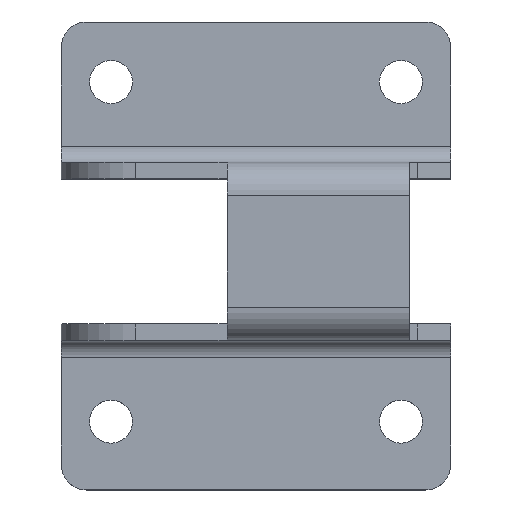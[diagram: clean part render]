
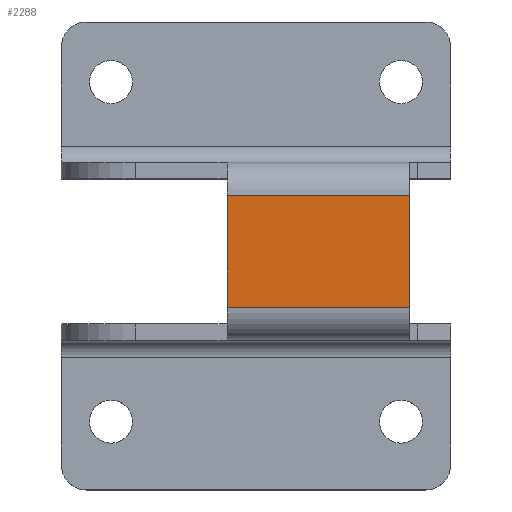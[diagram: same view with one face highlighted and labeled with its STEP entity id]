
A CAD part, top view. The second image highlights one B-rep face of the part: STEP entity #2288.
In plain terms, the highlighted planar face has unit normal (0, 0, 1).
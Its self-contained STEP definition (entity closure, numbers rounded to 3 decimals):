
#587 = PLANE('',#588);
#588 = AXIS2_PLACEMENT_3D('',#589,#590,#591);
#589 = CARTESIAN_POINT('',(11.,0.,0.41));
#590 = DIRECTION('',(1.,0.,0.));
#591 = DIRECTION('',(0.,0.,1.));
#697 = PLANE('',#698);
#698 = AXIS2_PLACEMENT_3D('',#699,#700,#701);
#699 = CARTESIAN_POINT('',(-11.,0.,0.41));
#700 = DIRECTION('',(-1.,0.,0.));
#701 = DIRECTION('',(0.,0.,-1.));
#1522 = VERTEX_POINT('',#1523);
#1523 = CARTESIAN_POINT('',(11.,6.75,2.));
#1542 = CYLINDRICAL_SURFACE('',#1543,4.);
#1543 = AXIS2_PLACEMENT_3D('',#1544,#1545,#1546);
#1544 = CARTESIAN_POINT('',(-11.,6.75,-2.));
#1545 = DIRECTION('',(1.,0.,0.));
#1546 = DIRECTION('',(0.,0.,1.));
#1554 = EDGE_CURVE('',#1522,#1555,#1557,.T.);
#1555 = VERTEX_POINT('',#1556);
#1556 = CARTESIAN_POINT('',(11.,-6.75,2.));
#1557 = SURFACE_CURVE('',#1558,(#1562,#1569),.PCURVE_S1.);
#1558 = LINE('',#1559,#1560);
#1559 = CARTESIAN_POINT('',(11.,6.75,2.));
#1560 = VECTOR('',#1561,1.);
#1561 = DIRECTION('',(0.,-1.,0.));
#1562 = PCURVE('',#587,#1563);
#1563 = DEFINITIONAL_REPRESENTATION('',(#1564),#1568);
#1564 = LINE('',#1565,#1566);
#1565 = CARTESIAN_POINT('',(1.59,-6.75));
#1566 = VECTOR('',#1567,1.);
#1567 = DIRECTION('',(0.,1.));
#1568 = ( GEOMETRIC_REPRESENTATION_CONTEXT(2) 
PARAMETRIC_REPRESENTATION_CONTEXT() REPRESENTATION_CONTEXT('2D SPACE',''
  ) );
#1569 = PCURVE('',#1570,#1575);
#1570 = PLANE('',#1571);
#1571 = AXIS2_PLACEMENT_3D('',#1572,#1573,#1574);
#1572 = CARTESIAN_POINT('',(0.,0.,2.));
#1573 = DIRECTION('',(0.,0.,1.));
#1574 = DIRECTION('',(1.,0.,0.));
#1575 = DEFINITIONAL_REPRESENTATION('',(#1576),#1580);
#1576 = LINE('',#1577,#1578);
#1577 = CARTESIAN_POINT('',(11.,6.75));
#1578 = VECTOR('',#1579,1.);
#1579 = DIRECTION('',(0.,-1.));
#1580 = ( GEOMETRIC_REPRESENTATION_CONTEXT(2) 
PARAMETRIC_REPRESENTATION_CONTEXT() REPRESENTATION_CONTEXT('2D SPACE',''
  ) );
#1599 = CYLINDRICAL_SURFACE('',#1600,4.);
#1600 = AXIS2_PLACEMENT_3D('',#1601,#1602,#1603);
#1601 = CARTESIAN_POINT('',(11.,-6.75,-2.));
#1602 = DIRECTION('',(-1.,0.,0.));
#1603 = DIRECTION('',(0.,0.,1.));
#1844 = VERTEX_POINT('',#1845);
#1845 = CARTESIAN_POINT('',(-11.,-6.75,2.));
#1871 = EDGE_CURVE('',#1844,#1872,#1874,.T.);
#1872 = VERTEX_POINT('',#1873);
#1873 = CARTESIAN_POINT('',(-11.,6.75,2.));
#1874 = SURFACE_CURVE('',#1875,(#1879,#1886),.PCURVE_S1.);
#1875 = LINE('',#1876,#1877);
#1876 = CARTESIAN_POINT('',(-11.,-6.75,2.));
#1877 = VECTOR('',#1878,1.);
#1878 = DIRECTION('',(0.,1.,0.));
#1879 = PCURVE('',#697,#1880);
#1880 = DEFINITIONAL_REPRESENTATION('',(#1881),#1885);
#1881 = LINE('',#1882,#1883);
#1882 = CARTESIAN_POINT('',(-1.59,6.75));
#1883 = VECTOR('',#1884,1.);
#1884 = DIRECTION('',(0.,-1.));
#1885 = ( GEOMETRIC_REPRESENTATION_CONTEXT(2) 
PARAMETRIC_REPRESENTATION_CONTEXT() REPRESENTATION_CONTEXT('2D SPACE',''
  ) );
#1886 = PCURVE('',#1570,#1887);
#1887 = DEFINITIONAL_REPRESENTATION('',(#1888),#1892);
#1888 = LINE('',#1889,#1890);
#1889 = CARTESIAN_POINT('',(-11.,-6.75));
#1890 = VECTOR('',#1891,1.);
#1891 = DIRECTION('',(0.,1.));
#1892 = ( GEOMETRIC_REPRESENTATION_CONTEXT(2) 
PARAMETRIC_REPRESENTATION_CONTEXT() REPRESENTATION_CONTEXT('2D SPACE',''
  ) );
#2268 = EDGE_CURVE('',#1872,#1522,#2269,.T.);
#2269 = SURFACE_CURVE('',#2270,(#2274,#2281),.PCURVE_S1.);
#2270 = LINE('',#2271,#2272);
#2271 = CARTESIAN_POINT('',(-11.,6.75,2.));
#2272 = VECTOR('',#2273,1.);
#2273 = DIRECTION('',(1.,0.,0.));
#2274 = PCURVE('',#1542,#2275);
#2275 = DEFINITIONAL_REPRESENTATION('',(#2276),#2280);
#2276 = LINE('',#2277,#2278);
#2277 = CARTESIAN_POINT('',(-0.,0.));
#2278 = VECTOR('',#2279,1.);
#2279 = DIRECTION('',(-0.,1.));
#2280 = ( GEOMETRIC_REPRESENTATION_CONTEXT(2) 
PARAMETRIC_REPRESENTATION_CONTEXT() REPRESENTATION_CONTEXT('2D SPACE',''
  ) );
#2281 = PCURVE('',#1570,#2282);
#2282 = DEFINITIONAL_REPRESENTATION('',(#2283),#2287);
#2283 = LINE('',#2284,#2285);
#2284 = CARTESIAN_POINT('',(-11.,6.75));
#2285 = VECTOR('',#2286,1.);
#2286 = DIRECTION('',(1.,0.));
#2287 = ( GEOMETRIC_REPRESENTATION_CONTEXT(2) 
PARAMETRIC_REPRESENTATION_CONTEXT() REPRESENTATION_CONTEXT('2D SPACE',''
  ) );
#2288 = ADVANCED_FACE('',(#2289),#1570,.T.);
#2289 = FACE_BOUND('',#2290,.F.);
#2290 = EDGE_LOOP('',(#2291,#2292,#2293,#2314));
#2291 = ORIENTED_EDGE('',*,*,#2268,.T.);
#2292 = ORIENTED_EDGE('',*,*,#1554,.T.);
#2293 = ORIENTED_EDGE('',*,*,#2294,.T.);
#2294 = EDGE_CURVE('',#1555,#1844,#2295,.T.);
#2295 = SURFACE_CURVE('',#2296,(#2300,#2307),.PCURVE_S1.);
#2296 = LINE('',#2297,#2298);
#2297 = CARTESIAN_POINT('',(11.,-6.75,2.));
#2298 = VECTOR('',#2299,1.);
#2299 = DIRECTION('',(-1.,0.,0.));
#2300 = PCURVE('',#1570,#2301);
#2301 = DEFINITIONAL_REPRESENTATION('',(#2302),#2306);
#2302 = LINE('',#2303,#2304);
#2303 = CARTESIAN_POINT('',(11.,-6.75));
#2304 = VECTOR('',#2305,1.);
#2305 = DIRECTION('',(-1.,0.));
#2306 = ( GEOMETRIC_REPRESENTATION_CONTEXT(2) 
PARAMETRIC_REPRESENTATION_CONTEXT() REPRESENTATION_CONTEXT('2D SPACE',''
  ) );
#2307 = PCURVE('',#1599,#2308);
#2308 = DEFINITIONAL_REPRESENTATION('',(#2309),#2313);
#2309 = LINE('',#2310,#2311);
#2310 = CARTESIAN_POINT('',(-0.,0.));
#2311 = VECTOR('',#2312,1.);
#2312 = DIRECTION('',(-0.,1.));
#2313 = ( GEOMETRIC_REPRESENTATION_CONTEXT(2) 
PARAMETRIC_REPRESENTATION_CONTEXT() REPRESENTATION_CONTEXT('2D SPACE',''
  ) );
#2314 = ORIENTED_EDGE('',*,*,#1871,.T.);
